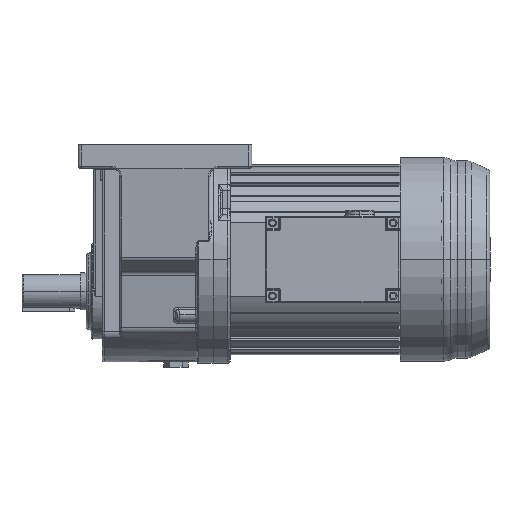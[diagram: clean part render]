
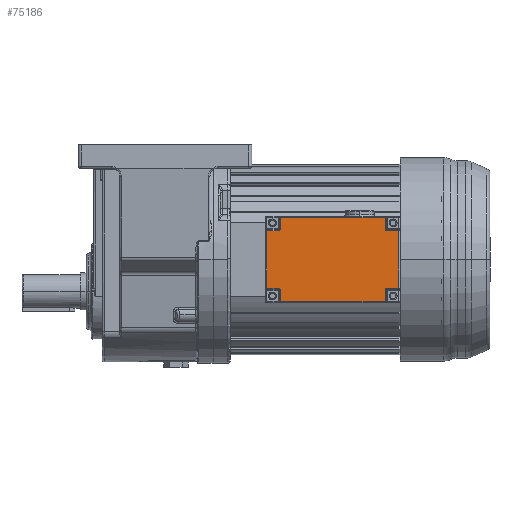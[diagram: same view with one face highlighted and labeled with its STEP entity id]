
A CAD part, front view. The second image highlights one B-rep face of the part: STEP entity #75186.
In plain terms, the highlighted face is planar.
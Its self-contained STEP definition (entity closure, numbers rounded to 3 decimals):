
#62 = VECTOR ( 'NONE', #61616, 1000. ) ;
#257 = CARTESIAN_POINT ( 'NONE',  ( 264., 27., -142.9 ) ) ;
#648 = VERTEX_POINT ( 'NONE', #97255 ) ;
#3017 = CARTESIAN_POINT ( 'NONE',  ( 163., 40., -142.9 ) ) ;
#3299 = VERTEX_POINT ( 'NONE', #257 ) ;
#4039 = VERTEX_POINT ( 'NONE', #43290 ) ;
#4871 = DIRECTION ( 'NONE',  ( 0., -1., 0. ) ) ;
#4892 = LINE ( 'NONE', #77719, #14974 ) ;
#4902 = CARTESIAN_POINT ( 'NONE',  ( 275., -27., -142.9 ) ) ;
#5496 = ORIENTED_EDGE ( 'NONE', *, *, #34162, .T. ) ;
#6583 = CARTESIAN_POINT ( 'NONE',  ( 161., -27., -142.9 ) ) ;
#7249 = DIRECTION ( 'NONE',  ( 0., -1., 0. ) ) ;
#9138 = VECTOR ( 'NONE', #44293, 1000. ) ;
#10098 = VERTEX_POINT ( 'NONE', #52683 ) ;
#10704 = VERTEX_POINT ( 'NONE', #14778 ) ;
#11720 = VERTEX_POINT ( 'NONE', #26862 ) ;
#11934 = CARTESIAN_POINT ( 'NONE',  ( 150., 27., -142.9 ) ) ;
#12242 = CARTESIAN_POINT ( 'NONE',  ( 150., 28., -142.9 ) ) ;
#12328 = DIRECTION ( 'NONE',  ( -1., 0., 0. ) ) ;
#12581 = EDGE_CURVE ( 'NONE', #94964, #65366, #116597, .T. ) ;
#14778 = CARTESIAN_POINT ( 'NONE',  ( 161., 27., -142.9 ) ) ;
#14861 = CARTESIAN_POINT ( 'NONE',  ( 163., -29., -142.9 ) ) ;
#14974 = VECTOR ( 'NONE', #68208, 1000. ) ;
#18975 = LINE ( 'NONE', #37479, #103821 ) ;
#20519 = LINE ( 'NONE', #66499, #29646 ) ;
#21138 = DIRECTION ( 'NONE',  ( 0., 0., -1. ) ) ;
#23209 = EDGE_CURVE ( 'NONE', #94964, #11720, #18975, .T. ) ;
#25594 = EDGE_CURVE ( 'NONE', #3299, #85922, #82443, .T. ) ;
#25776 = LINE ( 'NONE', #33556, #27966 ) ;
#26704 = EDGE_CURVE ( 'NONE', #90367, #4039, #35728, .T. ) ;
#26862 = CARTESIAN_POINT ( 'NONE',  ( 150., -27., -142.9 ) ) ;
#27966 = VECTOR ( 'NONE', #7249, 1000. ) ;
#29152 = DIRECTION ( 'NONE',  ( 0., 0., -1. ) ) ;
#29646 = VECTOR ( 'NONE', #83780, 1000. ) ;
#31629 = CARTESIAN_POINT ( 'NONE',  ( 262., -40., -142.9 ) ) ;
#31630 = ORIENTED_EDGE ( 'NONE', *, *, #75471, .T. ) ;
#31858 = LINE ( 'NONE', #77768, #33454 ) ;
#32001 = EDGE_CURVE ( 'NONE', #85922, #82988, #42631, .T. ) ;
#33454 = VECTOR ( 'NONE', #107408, 1000. ) ;
#33556 = CARTESIAN_POINT ( 'NONE',  ( 262., -41., -142.9 ) ) ;
#34162 = EDGE_CURVE ( 'NONE', #4039, #65366, #20519, .T. ) ;
#34336 = EDGE_CURVE ( 'NONE', #648, #64345, #31858, .T. ) ;
#35728 = LINE ( 'NONE', #72141, #94891 ) ;
#37479 = CARTESIAN_POINT ( 'NONE',  ( 149., -27., -142.9 ) ) ;
#40320 = LINE ( 'NONE', #12242, #79393 ) ;
#41841 = ORIENTED_EDGE ( 'NONE', *, *, #23209, .T. ) ;
#42157 = ORIENTED_EDGE ( 'NONE', *, *, #105725, .T. ) ;
#42631 = LINE ( 'NONE', #61131, #86352 ) ;
#43122 = LINE ( 'NONE', #108137, #62 ) ;
#43290 = CARTESIAN_POINT ( 'NONE',  ( 163., -40., -142.9 ) ) ;
#44293 = DIRECTION ( 'NONE',  ( 1., 0., 0. ) ) ;
#46603 = ORIENTED_EDGE ( 'NONE', *, *, #50542, .F. ) ;
#47649 = DIRECTION ( 'NONE',  ( -1., 0., 0. ) ) ;
#49549 = ORIENTED_EDGE ( 'NONE', *, *, #74789, .F. ) ;
#49727 = VERTEX_POINT ( 'NONE', #69568 ) ;
#49760 = CIRCLE ( 'NONE', #53574, 2. ) ;
#50250 = DIRECTION ( 'NONE',  ( 0., 0., -1. ) ) ;
#50542 = EDGE_CURVE ( 'NONE', #3299, #64345, #49760, .T. ) ;
#52683 = CARTESIAN_POINT ( 'NONE',  ( 163., 29., -142.9 ) ) ;
#53574 = AXIS2_PLACEMENT_3D ( 'NONE', #94095, #108617, #12328 ) ;
#56809 = ORIENTED_EDGE ( 'NONE', *, *, #97696, .F. ) ;
#60332 = CIRCLE ( 'NONE', #81268, 2. ) ;
#61131 = CARTESIAN_POINT ( 'NONE',  ( 275., -28., -142.9 ) ) ;
#61616 = DIRECTION ( 'NONE',  ( 1., 0., 0. ) ) ;
#62953 = EDGE_LOOP ( 'NONE', ( #104757, #82385, #49549, #42157, #85472, #5496, #71871, #41841, #31630, #75179, #56809, #81254, #90044, #64384, #46603, #116803 ) ) ;
#64345 = VERTEX_POINT ( 'NONE', #85153 ) ;
#64384 = ORIENTED_EDGE ( 'NONE', *, *, #34336, .T. ) ;
#64890 = CARTESIAN_POINT ( 'NONE',  ( 163., 41., -142.9 ) ) ;
#65366 = VERTEX_POINT ( 'NONE', #14861 ) ;
#65373 = DIRECTION ( 'NONE',  ( -1., 0., 0. ) ) ;
#66499 = CARTESIAN_POINT ( 'NONE',  ( 163., -28., -142.9 ) ) ;
#68165 = CARTESIAN_POINT ( 'NONE',  ( 262., -29., -142.9 ) ) ;
#68208 = DIRECTION ( 'NONE',  ( -1., 0., 0. ) ) ;
#68349 = DIRECTION ( 'NONE',  ( 0., 1., 0. ) ) ;
#69568 = CARTESIAN_POINT ( 'NONE',  ( 264., -27., -142.9 ) ) ;
#69772 = EDGE_CURVE ( 'NONE', #83160, #648, #71200, .T. ) ;
#70422 = AXIS2_PLACEMENT_3D ( 'NONE', #92992, #29152, #47649 ) ;
#71200 = LINE ( 'NONE', #107596, #84529 ) ;
#71871 = ORIENTED_EDGE ( 'NONE', *, *, #12581, .F. ) ;
#72141 = CARTESIAN_POINT ( 'NONE',  ( 0., -40., -142.9 ) ) ;
#73870 = VECTOR ( 'NONE', #101277, 1000. ) ;
#73920 = DIRECTION ( 'NONE',  ( -1., 0., 0. ) ) ;
#74789 = EDGE_CURVE ( 'NONE', #111816, #49727, #60332, .T. ) ;
#75179 = ORIENTED_EDGE ( 'NONE', *, *, #86217, .T. ) ;
#75186 = ADVANCED_FACE ( 'NONE', ( #77701 ), #106313, .T. ) ;
#75435 = DIRECTION ( 'NONE',  ( -1., 0., 0. ) ) ;
#75471 = EDGE_CURVE ( 'NONE', #11720, #91147, #40320, .T. ) ;
#77701 = FACE_OUTER_BOUND ( 'NONE', #62953, .T. ) ;
#77719 = CARTESIAN_POINT ( 'NONE',  ( 263., -27., -142.9 ) ) ;
#77768 = CARTESIAN_POINT ( 'NONE',  ( 262., 28., -142.9 ) ) ;
#78864 = CARTESIAN_POINT ( 'NONE',  ( 0., 0., -142.9 ) ) ;
#79393 = VECTOR ( 'NONE', #68349, 1000. ) ;
#81254 = ORIENTED_EDGE ( 'NONE', *, *, #107808, .T. ) ;
#81268 = AXIS2_PLACEMENT_3D ( 'NONE', #86205, #113077, #65373 ) ;
#82385 = ORIENTED_EDGE ( 'NONE', *, *, #108877, .T. ) ;
#82443 = LINE ( 'NONE', #107539, #9138 ) ;
#82988 = VERTEX_POINT ( 'NONE', #4902 ) ;
#83160 = VERTEX_POINT ( 'NONE', #3017 ) ;
#83780 = DIRECTION ( 'NONE',  ( 0., 1., 0. ) ) ;
#84529 = VECTOR ( 'NONE', #90272, 1000. ) ;
#85014 = AXIS2_PLACEMENT_3D ( 'NONE', #78864, #50250, #4871 ) ;
#85153 = CARTESIAN_POINT ( 'NONE',  ( 262., 29., -142.9 ) ) ;
#85472 = ORIENTED_EDGE ( 'NONE', *, *, #26704, .T. ) ;
#85922 = VERTEX_POINT ( 'NONE', #115481 ) ;
#86205 = CARTESIAN_POINT ( 'NONE',  ( 264., -29., -142.9 ) ) ;
#86217 = EDGE_CURVE ( 'NONE', #91147, #10704, #43122, .T. ) ;
#86352 = VECTOR ( 'NONE', #100472, 1000. ) ;
#90044 = ORIENTED_EDGE ( 'NONE', *, *, #69772, .T. ) ;
#90272 = DIRECTION ( 'NONE',  ( 1., 0., 0. ) ) ;
#90367 = VERTEX_POINT ( 'NONE', #31629 ) ;
#91147 = VERTEX_POINT ( 'NONE', #11934 ) ;
#92992 = CARTESIAN_POINT ( 'NONE',  ( 161., 29., -142.9 ) ) ;
#93369 = CARTESIAN_POINT ( 'NONE',  ( 161., -29., -142.9 ) ) ;
#93779 = AXIS2_PLACEMENT_3D ( 'NONE', #93369, #21138, #75435 ) ;
#94095 = CARTESIAN_POINT ( 'NONE',  ( 264., 29., -142.9 ) ) ;
#94685 = LINE ( 'NONE', #64890, #73870 ) ;
#94891 = VECTOR ( 'NONE', #108530, 1000. ) ;
#94964 = VERTEX_POINT ( 'NONE', #6583 ) ;
#95235 = CIRCLE ( 'NONE', #70422, 2. ) ;
#97255 = CARTESIAN_POINT ( 'NONE',  ( 262., 40., -142.9 ) ) ;
#97696 = EDGE_CURVE ( 'NONE', #10098, #10704, #95235, .T. ) ;
#100472 = DIRECTION ( 'NONE',  ( 0., -1., 0. ) ) ;
#101277 = DIRECTION ( 'NONE',  ( 0., 1., 0. ) ) ;
#103821 = VECTOR ( 'NONE', #73920, 1000. ) ;
#104757 = ORIENTED_EDGE ( 'NONE', *, *, #32001, .T. ) ;
#105725 = EDGE_CURVE ( 'NONE', #111816, #90367, #25776, .T. ) ;
#106313 = PLANE ( 'NONE',  #85014 ) ;
#107408 = DIRECTION ( 'NONE',  ( 0., -1., 0. ) ) ;
#107539 = CARTESIAN_POINT ( 'NONE',  ( 276., 27., -142.9 ) ) ;
#107596 = CARTESIAN_POINT ( 'NONE',  ( 0., 40., -142.9 ) ) ;
#107808 = EDGE_CURVE ( 'NONE', #10098, #83160, #94685, .T. ) ;
#108137 = CARTESIAN_POINT ( 'NONE',  ( 162., 27., -142.9 ) ) ;
#108530 = DIRECTION ( 'NONE',  ( -1., 0., 0. ) ) ;
#108617 = DIRECTION ( 'NONE',  ( 0., 0., -1. ) ) ;
#108877 = EDGE_CURVE ( 'NONE', #82988, #49727, #4892, .T. ) ;
#111816 = VERTEX_POINT ( 'NONE', #68165 ) ;
#113077 = DIRECTION ( 'NONE',  ( 0., 0., -1. ) ) ;
#115481 = CARTESIAN_POINT ( 'NONE',  ( 275., 27., -142.9 ) ) ;
#116597 = CIRCLE ( 'NONE', #93779, 2. ) ;
#116803 = ORIENTED_EDGE ( 'NONE', *, *, #25594, .T. ) ;
